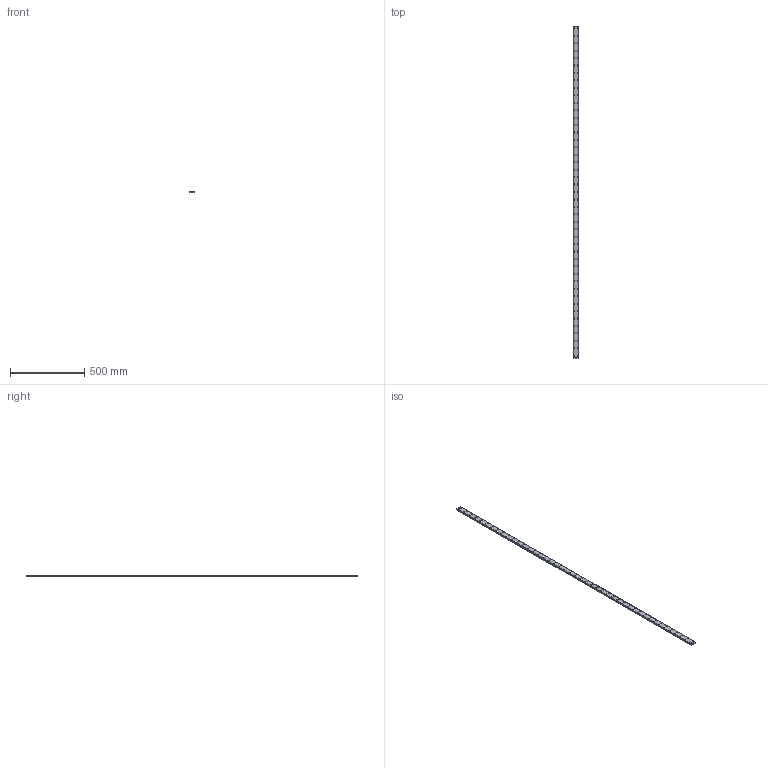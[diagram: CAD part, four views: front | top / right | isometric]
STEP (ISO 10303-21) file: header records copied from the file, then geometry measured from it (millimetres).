
FILE_DESCRIPTION(('STEP AP214'),'1');
FILE_NAME('cctmp_3BA41360-9A65-4567-A9D8-5F07AAEDF182_2021_03_03_11_07_26_0700..stp','2021-03-03T10:07:27',('HIWIN GmbH'),('CADClick - www.CADClick.com'),'Spatial InterOp 3D',' ','unknown authorization');
FILE_SCHEMA(('AUTOMOTIVE_DESIGN'));
Length unit declared in the file: millimetre
Products named in the file (1): WER21R2230H_FILE
Bounding box: 37 x 2230 x 11 mm (x, y, z)
Volume: 826156.4 mm3; surface area: 241680.3 mm2
Topology: 1 solids, 1 shells, 913 faces, 1911 edges, 1274 vertices
Faces by surface type: cylinder 558, plane 355
Entity records: 32229 total; most frequent: DIRECTION 4855, CARTESIAN_POINT 4099, ORIENTED_EDGE 3822, AXIS2_PLACEMENT_3D 2030, EDGE_CURVE 1911, VERTEX_POINT 1274, EDGE_LOOP 1187, CIRCLE 1116
